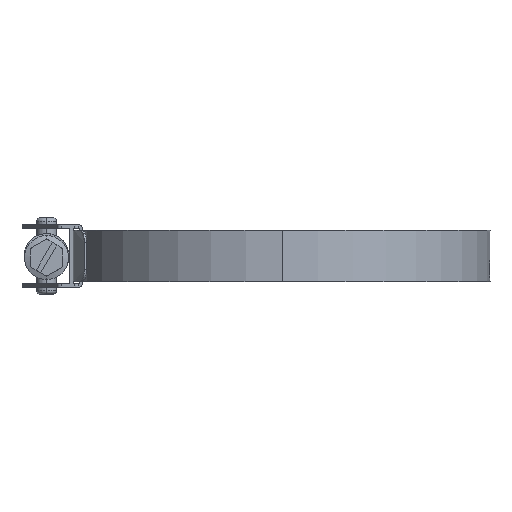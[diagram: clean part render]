
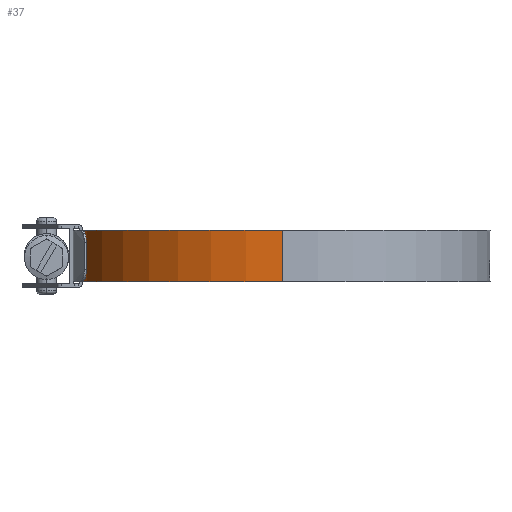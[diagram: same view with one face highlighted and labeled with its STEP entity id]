
A CAD part, left-side view. The second image highlights one B-rep face of the part: STEP entity #37.
In plain terms, the highlighted cylindrical face has radius 51.53 mm (diameter 103.06 mm), a partial arc.
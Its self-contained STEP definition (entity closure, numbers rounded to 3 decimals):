
#37 = ADVANCED_FACE ( 'NONE', ( #922 ), #9147, .T. ) ;
#547 = AXIS2_PLACEMENT_3D ( 'NONE', #9235, #13467, #741 ) ;
#593 = EDGE_CURVE ( 'NONE', #12867, #4727, #6346, .T. ) ;
#741 = DIRECTION ( 'NONE',  ( 1., 0., 0. ) ) ;
#922 = FACE_OUTER_BOUND ( 'NONE', #11994, .T. ) ;
#1157 = DIRECTION ( 'NONE',  ( 0., 0., 1. ) ) ;
#2059 = DIRECTION ( 'NONE',  ( 0., 0., -1. ) ) ;
#2113 = ORIENTED_EDGE ( 'NONE', *, *, #2536, .T. ) ;
#2536 = EDGE_CURVE ( 'NONE', #6850, #4727, #4014, .T. ) ;
#2951 = AXIS2_PLACEMENT_3D ( 'NONE', #11359, #1157, #7338 ) ;
#3402 = ORIENTED_EDGE ( 'NONE', *, *, #7230, .F. ) ;
#3533 = AXIS2_PLACEMENT_3D ( 'NONE', #10255, #12325, #10325 ) ;
#4014 = CIRCLE ( 'NONE', #547, 51.53 ) ;
#4324 = CARTESIAN_POINT ( 'NONE',  ( -51.53, 0., 6.35 ) ) ;
#4497 = VECTOR ( 'NONE', #2059, 1000. ) ;
#4727 = VERTEX_POINT ( 'NONE', #11053 ) ;
#5716 = VERTEX_POINT ( 'NONE', #12627 ) ;
#6346 = LINE ( 'NONE', #10549, #6565 ) ;
#6565 = VECTOR ( 'NONE', #12950, 1000. ) ;
#6850 = VERTEX_POINT ( 'NONE', #8589 ) ;
#7230 = EDGE_CURVE ( 'NONE', #5716, #12867, #12571, .T. ) ;
#7338 = DIRECTION ( 'NONE',  ( 1., 0., 0. ) ) ;
#8589 = CARTESIAN_POINT ( 'NONE',  ( 0., 51.53, -6.35 ) ) ;
#9147 = CYLINDRICAL_SURFACE ( 'NONE', #3533, 51.53 ) ;
#9235 = CARTESIAN_POINT ( 'NONE',  ( 0., 0., -6.35 ) ) ;
#10255 = CARTESIAN_POINT ( 'NONE',  ( 0., 0., 6.35 ) ) ;
#10325 = DIRECTION ( 'NONE',  ( -1., 0., 0. ) ) ;
#10549 = CARTESIAN_POINT ( 'NONE',  ( -51.53, 0., 6.35 ) ) ;
#11053 = CARTESIAN_POINT ( 'NONE',  ( -51.53, 0., -6.35 ) ) ;
#11359 = CARTESIAN_POINT ( 'NONE',  ( 0., 0., 6.35 ) ) ;
#11434 = CARTESIAN_POINT ( 'NONE',  ( 0., 51.53, 6.35 ) ) ;
#11991 = EDGE_CURVE ( 'NONE', #5716, #6850, #13508, .T. ) ;
#11994 = EDGE_LOOP ( 'NONE', ( #12368, #3402, #12266, #2113 ) ) ;
#12266 = ORIENTED_EDGE ( 'NONE', *, *, #11991, .T. ) ;
#12325 = DIRECTION ( 'NONE',  ( 0., 0., -1. ) ) ;
#12368 = ORIENTED_EDGE ( 'NONE', *, *, #593, .F. ) ;
#12571 = CIRCLE ( 'NONE', #2951, 51.53 ) ;
#12627 = CARTESIAN_POINT ( 'NONE',  ( 0., 51.53, 6.35 ) ) ;
#12867 = VERTEX_POINT ( 'NONE', #4324 ) ;
#12950 = DIRECTION ( 'NONE',  ( 0., 0., -1. ) ) ;
#13467 = DIRECTION ( 'NONE',  ( 0., 0., 1. ) ) ;
#13508 = LINE ( 'NONE', #11434, #4497 ) ;
